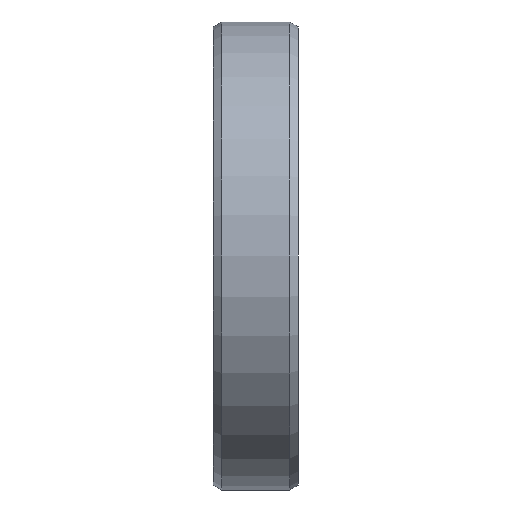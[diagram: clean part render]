
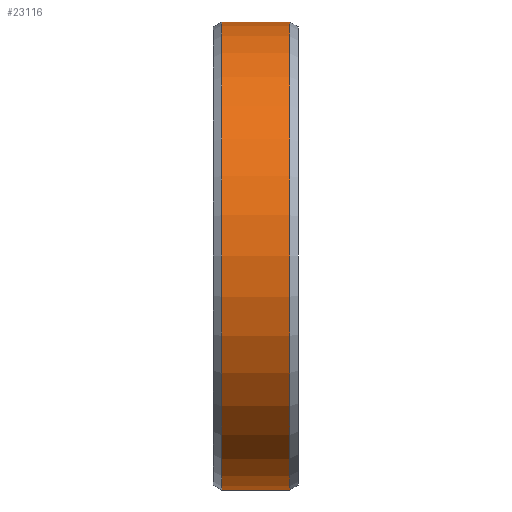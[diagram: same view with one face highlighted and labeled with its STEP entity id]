
A CAD part, left-side view. The second image highlights one B-rep face of the part: STEP entity #23116.
In plain terms, the highlighted cylindrical face has radius 27.5 mm (diameter 55 mm), a partial arc.
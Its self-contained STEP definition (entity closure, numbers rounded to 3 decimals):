
#22426=DIRECTION('',(0.,1.,0.));
#22427=VECTOR('',#22426,8.);
#22428=CARTESIAN_POINT('',(0.,-4.,-27.5));
#22429=LINE('',#22428,#22427);
#22433=DIRECTION('',(0.,1.,0.));
#22434=VECTOR('',#22433,8.);
#22435=CARTESIAN_POINT('',(0.,-4.,27.5));
#22436=LINE('',#22435,#22434);
#22440=CARTESIAN_POINT('',(0.,-4.,0.));
#22441=DIRECTION('',(0.,1.,0.));
#22442=DIRECTION('',(0.,0.,-1.));
#22443=AXIS2_PLACEMENT_3D('',#22440,#22441,#22442);
#22478=CARTESIAN_POINT('',(0.,4.,0.));
#22479=DIRECTION('',(0.,1.,0.));
#22480=DIRECTION('',(0.,0.,-1.));
#22481=AXIS2_PLACEMENT_3D('',#22478,#22479,#22480);
#22511=CARTESIAN_POINT('',(0.,-4.,-27.5));
#22513=VERTEX_POINT('',#22511);
#22514=CARTESIAN_POINT('',(0.,4.,-27.5));
#22515=VERTEX_POINT('',#22514);
#22543=CARTESIAN_POINT('',(0.,-4.,27.5));
#22545=VERTEX_POINT('',#22543);
#22546=CARTESIAN_POINT('',(0.,4.,27.5));
#22547=VERTEX_POINT('',#22546);
#23102=CARTESIAN_POINT('',(0.,28.737,0.));
#23103=DIRECTION('',(0.,-1.,0.));
#23104=DIRECTION('',(0.,0.,1.));
#23105=AXIS2_PLACEMENT_3D('',#23102,#23103,#23104);
#23106=CYLINDRICAL_SURFACE('',#23105,27.5);
#23108=ORIENTED_EDGE('',*,*,#23107,.T.);
#23110=ORIENTED_EDGE('',*,*,#23109,.T.);
#23112=ORIENTED_EDGE('',*,*,#23111,.F.);
#23113=ORIENTED_EDGE('',*,*,#23088,.F.);
#23114=EDGE_LOOP('',(#23108,#23110,#23112,#23113));
#23115=FACE_OUTER_BOUND('',#23114,.F.);
#22444=CIRCLE('',#22443,27.5);
#22482=CIRCLE('',#22481,27.5);
#23088=EDGE_CURVE('',#22513,#22545,#22444,.T.);
#23107=EDGE_CURVE('',#22513,#22515,#22429,.T.);
#23109=EDGE_CURVE('',#22515,#22547,#22482,.T.);
#23111=EDGE_CURVE('',#22545,#22547,#22436,.T.);
#23116=ADVANCED_FACE('',(#23115),#23106,.T.);
